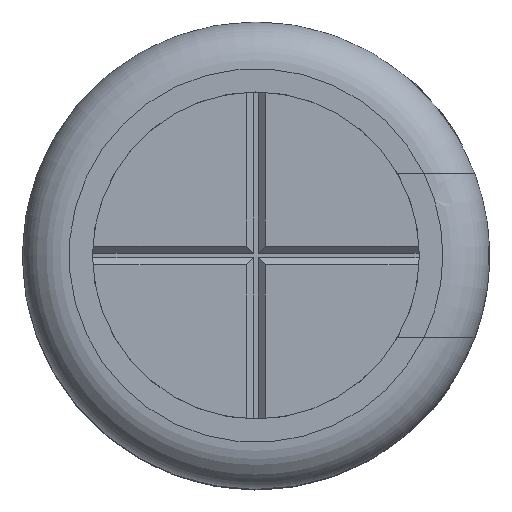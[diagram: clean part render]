
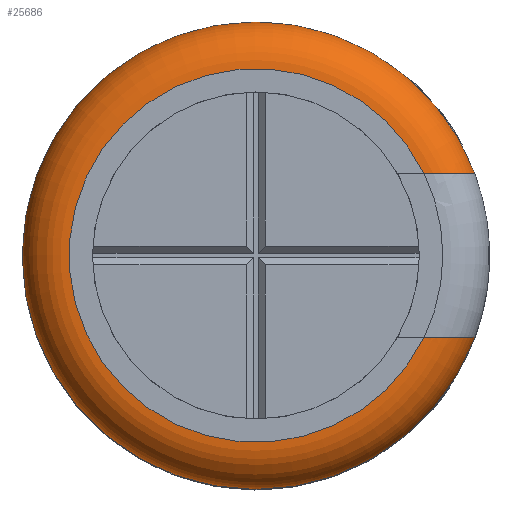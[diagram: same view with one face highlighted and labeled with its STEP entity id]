
A CAD part, top view. The second image highlights one B-rep face of the part: STEP entity #25686.
In plain terms, the highlighted toroidal (fillet/blend) face has major radius 4 mm and minor radius 1 mm.
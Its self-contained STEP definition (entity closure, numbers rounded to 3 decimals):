
#127 = AXIS2_PLACEMENT_3D ( 'NONE', #16456, #6179, #8142 ) ;
#1030 = CARTESIAN_POINT ( 'NONE',  ( -5., 0., 12. ) ) ;
#1320 = DIRECTION ( 'NONE',  ( 1., 0., 0. ) ) ;
#1413 = CARTESIAN_POINT ( 'NONE',  ( 0., 0., 12. ) ) ;
#1602 = EDGE_CURVE ( 'NONE', #19279, #20283, #3387, .T. ) ;
#1823 = CARTESIAN_POINT ( 'NONE',  ( 4.653, -1.75, 12.274 ) ) ;
#2164 = CARTESIAN_POINT ( 'NONE',  ( 4.538, -1.75, 12.521 ) ) ;
#2313 = EDGE_CURVE ( 'NONE', #22740, #12159, #5956, .T. ) ;
#3090 = CARTESIAN_POINT ( 'NONE',  ( 4.453, 1.75, 12.634 ) ) ;
#3212 = DIRECTION ( 'NONE',  ( 1., 0., 0. ) ) ;
#3305 = CARTESIAN_POINT ( 'NONE',  ( 0., 0., 13. ) ) ;
#3387 = B_SPLINE_CURVE_WITH_KNOTS ( 'NONE', 3,
 ( #10289, #22249, #1823, #2164, #20531, #14244, #20444, #10034, #3955, #18248 ),
 .UNSPECIFIED., .F., .F.,
 ( 4, 2, 2, 2, 4 ),
 ( 0.004, 0.005, 0.005, 0.006, 0.006 ),
 .UNSPECIFIED. ) ;
#3736 = EDGE_CURVE ( 'NONE', #22740, #20283, #10648, .T. ) ;
#3955 = CARTESIAN_POINT ( 'NONE',  ( 3.734, -1.75, 13. ) ) ;
#4283 = CARTESIAN_POINT ( 'NONE',  ( 4.684, -1.75, 12. ) ) ;
#5153 = CARTESIAN_POINT ( 'NONE',  ( 4.684, 1.75, 12.137 ) ) ;
#5278 = VERTEX_POINT ( 'NONE', #1030 ) ;
#5956 = B_SPLINE_CURVE_WITH_KNOTS ( 'NONE', 3,
 ( #25727, #15605, #9070, #9346, #17298, #3090, #19342, #23607, #5153, #19431 ),
 .UNSPECIFIED., .F., .F.,
 ( 4, 2, 2, 2, 4 ),
 ( 0.001, 0.001, 0.001, 0.002, 0.002 ),
 .UNSPECIFIED. ) ;
#6179 = DIRECTION ( 'NONE',  ( 0., 0., -1. ) ) ;
#6879 = TOROIDAL_SURFACE ( 'NONE', #15172, 4., 1. ) ;
#8142 = DIRECTION ( 'NONE',  ( 1., 0., 0. ) ) ;
#8977 = CARTESIAN_POINT ( 'NONE',  ( 3.597, 1.75, 13. ) ) ;
#9070 = CARTESIAN_POINT ( 'NONE',  ( 3.871, 1.75, 12.977 ) ) ;
#9346 = CARTESIAN_POINT ( 'NONE',  ( 4.127, 1.75, 12.885 ) ) ;
#9374 = ORIENTED_EDGE ( 'NONE', *, *, #1602, .T. ) ;
#9390 = EDGE_CURVE ( 'NONE', #5278, #12159, #18513, .T. ) ;
#9480 = AXIS2_PLACEMENT_3D ( 'NONE', #3305, #13586, #1320 ) ;
#10034 = CARTESIAN_POINT ( 'NONE',  ( 3.87, -1.75, 12.977 ) ) ;
#10289 = CARTESIAN_POINT ( 'NONE',  ( 4.684, -1.75, 12. ) ) ;
#10648 = CIRCLE ( 'NONE', #9480, 4. ) ;
#11229 = ORIENTED_EDGE ( 'NONE', *, *, #22440, .F. ) ;
#12159 = VERTEX_POINT ( 'NONE', #14931 ) ;
#13586 = DIRECTION ( 'NONE',  ( 0., 0., 1. ) ) ;
#14244 = CARTESIAN_POINT ( 'NONE',  ( 4.249, -1.75, 12.814 ) ) ;
#14887 = ORIENTED_EDGE ( 'NONE', *, *, #3736, .F. ) ;
#14931 = CARTESIAN_POINT ( 'NONE',  ( 4.684, 1.75, 12. ) ) ;
#15172 = AXIS2_PLACEMENT_3D ( 'NONE', #1413, #26477, #24342 ) ;
#15462 = DIRECTION ( 'NONE',  ( 0., 0., -1. ) ) ;
#15605 = CARTESIAN_POINT ( 'NONE',  ( 3.733, 1.75, 13. ) ) ;
#15799 = ORIENTED_EDGE ( 'NONE', *, *, #9390, .F. ) ;
#16456 = CARTESIAN_POINT ( 'NONE',  ( 0., 0., 12. ) ) ;
#17110 = FACE_OUTER_BOUND ( 'NONE', #22720, .T. ) ;
#17298 = CARTESIAN_POINT ( 'NONE',  ( 4.249, 1.75, 12.814 ) ) ;
#17436 = CARTESIAN_POINT ( 'NONE',  ( 3.597, -1.75, 13. ) ) ;
#18248 = CARTESIAN_POINT ( 'NONE',  ( 3.597, -1.75, 13. ) ) ;
#18513 = CIRCLE ( 'NONE', #127, 5. ) ;
#18762 = ORIENTED_EDGE ( 'NONE', *, *, #2313, .T. ) ;
#19279 = VERTEX_POINT ( 'NONE', #4283 ) ;
#19342 = CARTESIAN_POINT ( 'NONE',  ( 4.538, 1.75, 12.522 ) ) ;
#19431 = CARTESIAN_POINT ( 'NONE',  ( 4.684, 1.75, 12. ) ) ;
#20283 = VERTEX_POINT ( 'NONE', #17436 ) ;
#20444 = CARTESIAN_POINT ( 'NONE',  ( 4.129, -1.75, 12.884 ) ) ;
#20531 = CARTESIAN_POINT ( 'NONE',  ( 4.454, -1.75, 12.633 ) ) ;
#22249 = CARTESIAN_POINT ( 'NONE',  ( 4.684, -1.75, 12.137 ) ) ;
#22440 = EDGE_CURVE ( 'NONE', #19279, #5278, #26109, .T. ) ;
#22720 = EDGE_LOOP ( 'NONE', ( #11229, #9374, #14887, #18762, #15799 ) ) ;
#22740 = VERTEX_POINT ( 'NONE', #8977 ) ;
#23544 = CARTESIAN_POINT ( 'NONE',  ( 0., 0., 12. ) ) ;
#23607 = CARTESIAN_POINT ( 'NONE',  ( 4.653, 1.75, 12.275 ) ) ;
#24342 = DIRECTION ( 'NONE',  ( 1., 0., 0. ) ) ;
#24766 = AXIS2_PLACEMENT_3D ( 'NONE', #23544, #15462, #3212 ) ;
#25686 = ADVANCED_FACE ( 'NONE', ( #17110 ), #6879, .T. ) ;
#25727 = CARTESIAN_POINT ( 'NONE',  ( 3.597, 1.75, 13. ) ) ;
#26109 = CIRCLE ( 'NONE', #24766, 5. ) ;
#26477 = DIRECTION ( 'NONE',  ( 0., 0., 1. ) ) ;
